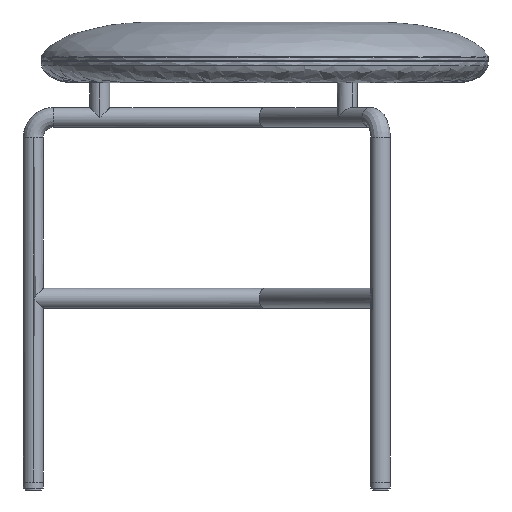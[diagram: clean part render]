
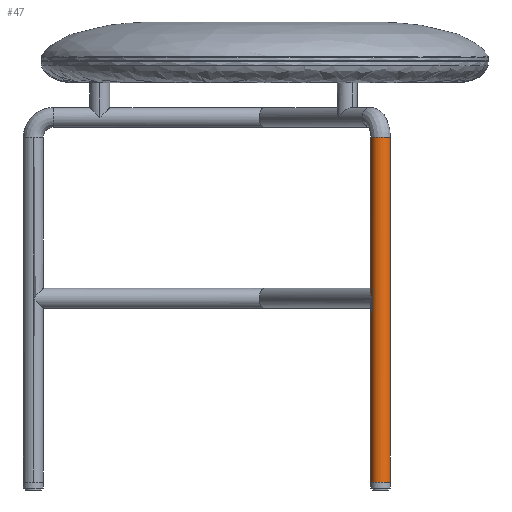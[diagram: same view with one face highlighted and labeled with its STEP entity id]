
A CAD part, left-side view. The second image highlights one B-rep face of the part: STEP entity #47.
In plain terms, the highlighted cylindrical face has radius 10 mm (diameter 20 mm), a full revolution.
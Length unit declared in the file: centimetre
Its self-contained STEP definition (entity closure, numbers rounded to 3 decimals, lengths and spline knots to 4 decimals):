
#47=ADVANCED_FACE('',(#89),#690,.T.);
#89=FACE_OUTER_BOUND('',#131,.T.);
#131=EDGE_LOOP('',(#250,#251,#252,#253,#254,#255,#256,#257));
#250=ORIENTED_EDGE('',*,*,#460,.T.);
#251=ORIENTED_EDGE('',*,*,#428,.T.);
#252=ORIENTED_EDGE('',*,*,#429,.T.);
#253=ORIENTED_EDGE('',*,*,#428,.F.);
#254=ORIENTED_EDGE('',*,*,#430,.T.);
#255=ORIENTED_EDGE('',*,*,#431,.T.);
#256=ORIENTED_EDGE('',*,*,#430,.F.);
#257=ORIENTED_EDGE('',*,*,#461,.T.);
#428=EDGE_CURVE('',#627,#628,#566,.T.);
#429=EDGE_CURVE('',#628,#628,#501,.T.);
#430=EDGE_CURVE('',#627,#629,#567,.T.);
#431=EDGE_CURVE('',#629,#629,#502,.T.);
#460=EDGE_CURVE('',#626,#627,#578,.T.);
#461=EDGE_CURVE('',#627,#626,#579,.T.);
#501=(
BOUNDED_CURVE()
B_SPLINE_CURVE(2,(#5947,#5948,#5949,#5950,#5951,#5952,#5953,#5954,#5955),
 .UNSPECIFIED.,.T.,.F.)
B_SPLINE_CURVE_WITH_KNOTS((3,2,2,2,3),(-62.8319,-47.1239,
-31.4159,-15.708,0.),.UNSPECIFIED.)
CURVE()
GEOMETRIC_REPRESENTATION_ITEM()
RATIONAL_B_SPLINE_CURVE((1.,0.707,1.,0.707,1.,0.707,
1.,0.707,1.))
REPRESENTATION_ITEM('')
);
#502=(
BOUNDED_CURVE()
B_SPLINE_CURVE(2,(#5960,#5961,#5962,#5963,#5964,#5965,#5966,#5967,#5968),
 .UNSPECIFIED.,.T.,.F.)
B_SPLINE_CURVE_WITH_KNOTS((3,2,2,2,3),(0.,15.708,31.4159,
47.1239,62.8319),.UNSPECIFIED.)
CURVE()
GEOMETRIC_REPRESENTATION_ITEM()
RATIONAL_B_SPLINE_CURVE((1.,0.707,1.,0.707,1.,0.707,
1.,0.707,1.))
REPRESENTATION_ITEM('')
);
#566=B_SPLINE_CURVE_WITH_KNOTS('',3,(#5943,#5944,#5945,#5946),
 .UNSPECIFIED.,.F.,.F.,(4,4),(-193.0569,-8.),
 .UNSPECIFIED.);
#567=B_SPLINE_CURVE_WITH_KNOTS('',3,(#5956,#5957,#5958,#5959),
 .UNSPECIFIED.,.F.,.F.,(4,4),(193.0569,355.0569),
 .UNSPECIFIED.);
#578=B_SPLINE_CURVE_WITH_KNOTS('',3,(#6214,#6215,#6216,#6217,#6218,#6219,
#6220,#6221,#6222,#6223,#6224,#6225,#6226,#6227,#6228,#6229,#6230,#6231,
#6232,#6233,#6234,#6235,#6236,#6237,#6238,#6239),.UNSPECIFIED.,.F.,.F.,
(4,2,2,2,2,2,2,2,2,2,2,2,4),(-38.4205,-36.0635,-33.7068,
-29.0058,-26.5821,-24.1564,-19.2102,
-14.264,-11.8384,-9.4147,-4.7137,-2.3569,
0.),.UNSPECIFIED.);
#579=B_SPLINE_CURVE_WITH_KNOTS('',3,(#6240,#6241,#6242,#6243,#6244,#6245,
#6246,#6247,#6248,#6249,#6250,#6251,#6252,#6253,#6254,#6255,#6256,#6257,
#6258,#6259,#6260,#6261,#6262,#6263,#6264,#6265),.UNSPECIFIED.,.F.,.F.,
(4,2,2,2,2,2,2,2,2,2,2,2,4),(-38.4205,-36.0635,-33.7068,
-29.0058,-26.5821,-24.1564,-19.2102,
-14.264,-11.8384,-9.4147,-4.7137,
-2.3569,0.),.UNSPECIFIED.);
#626=VERTEX_POINT('',#5502);
#627=VERTEX_POINT('',#5503);
#628=VERTEX_POINT('',#5504);
#629=VERTEX_POINT('',#5505);
#690=CYLINDRICAL_SURFACE('',#755,1.);
#755=AXIS2_PLACEMENT_3D('',#827,#791,$);
#791=DIRECTION('',(0.,0.,-1.));
#827=CARTESIAN_POINT('',(1.,0.,17.5528));
#5502=CARTESIAN_POINT('',(0.5,0.866,19.1057));
#5503=CARTESIAN_POINT('',(1.5,-0.866,19.1057));
#5504=CARTESIAN_POINT('',(1.5,-0.866,0.6));
#5505=CARTESIAN_POINT('',(1.5,-0.866,35.3057));
#5943=CARTESIAN_POINT('',(1.5,-0.866,19.1057));
#5944=CARTESIAN_POINT('',(1.5,-0.866,12.9371));
#5945=CARTESIAN_POINT('',(1.5,-0.866,6.7686));
#5946=CARTESIAN_POINT('',(1.5,-0.866,0.6));
#5947=CARTESIAN_POINT('',(1.5,-0.866,0.6));
#5948=CARTESIAN_POINT('',(2.366,-0.366,0.6));
#5949=CARTESIAN_POINT('',(1.866,0.5,0.6));
#5950=CARTESIAN_POINT('',(1.366,1.366,0.6));
#5951=CARTESIAN_POINT('',(0.5,0.866,0.6));
#5952=CARTESIAN_POINT('',(-0.366,0.366,0.6));
#5953=CARTESIAN_POINT('',(0.134,-0.5,0.6));
#5954=CARTESIAN_POINT('',(0.634,-1.366,0.6));
#5955=CARTESIAN_POINT('',(1.5,-0.866,0.6));
#5956=CARTESIAN_POINT('',(1.5,-0.866,19.1057));
#5957=CARTESIAN_POINT('',(1.5,-0.866,24.5057));
#5958=CARTESIAN_POINT('',(1.5,-0.866,29.9057));
#5959=CARTESIAN_POINT('',(1.5,-0.866,35.3057));
#5960=CARTESIAN_POINT('',(1.5,-0.866,35.3057));
#5961=CARTESIAN_POINT('',(0.634,-1.366,35.3057));
#5962=CARTESIAN_POINT('',(0.134,-0.5,35.3057));
#5963=CARTESIAN_POINT('',(-0.366,0.366,35.3057));
#5964=CARTESIAN_POINT('',(0.5,0.866,35.3057));
#5965=CARTESIAN_POINT('',(1.366,1.366,35.3057));
#5966=CARTESIAN_POINT('',(1.866,0.5,35.3057));
#5967=CARTESIAN_POINT('',(2.366,-0.366,35.3057));
#5968=CARTESIAN_POINT('',(1.5,-0.866,35.3057));
#6214=CARTESIAN_POINT('',(0.5,0.866,19.1057));
#6215=CARTESIAN_POINT('',(0.5478,0.8936,19.0505));
#6216=CARTESIAN_POINT('',(0.598,0.9173,18.9951));
#6217=CARTESIAN_POINT('',(0.7022,0.9563,18.8854));
#6218=CARTESIAN_POINT('',(0.7564,0.9715,18.8309));
#6219=CARTESIAN_POINT('',(0.9235,1.0035,18.6702));
#6220=CARTESIAN_POINT('',(1.0429,1.0067,18.5652));
#6221=CARTESIAN_POINT('',(1.2276,0.9758,18.4206));
#6222=CARTESIAN_POINT('',(1.2916,0.959,18.3737));
#6223=CARTESIAN_POINT('',(1.4189,0.9106,18.2876));
#6224=CARTESIAN_POINT('',(1.4825,0.879,18.2484));
#6225=CARTESIAN_POINT('',(1.6697,0.7575,18.1469));
#6226=CARTESIAN_POINT('',(1.783,0.6439,18.1057));
#6227=CARTESIAN_POINT('',(1.9491,0.3561,18.1057));
#6228=CARTESIAN_POINT('',(1.9909,0.2012,18.1469));
#6229=CARTESIAN_POINT('',(2.0025,-0.0216,18.2484));
#6230=CARTESIAN_POINT('',(1.998,-0.0925,18.2876));
#6231=CARTESIAN_POINT('',(1.9763,-0.227,18.3737));
#6232=CARTESIAN_POINT('',(1.9589,-0.2908,18.4206));
#6233=CARTESIAN_POINT('',(1.8933,-0.4662,18.5652));
#6234=CARTESIAN_POINT('',(1.8308,-0.568,18.6702));
#6235=CARTESIAN_POINT('',(1.7196,-0.6967,18.8309));
#6236=CARTESIAN_POINT('',(1.6793,-0.736,18.8854));
#6237=CARTESIAN_POINT('',(1.5935,-0.8068,18.9951));
#6238=CARTESIAN_POINT('',(1.5478,-0.8384,19.0505));
#6239=CARTESIAN_POINT('',(1.5,-0.866,19.1057));
#6240=CARTESIAN_POINT('',(1.5,-0.866,19.1057));
#6241=CARTESIAN_POINT('',(1.5478,-0.8384,19.1609));
#6242=CARTESIAN_POINT('',(1.5935,-0.8068,19.2163));
#6243=CARTESIAN_POINT('',(1.6793,-0.736,19.3259));
#6244=CARTESIAN_POINT('',(1.7196,-0.6967,19.3805));
#6245=CARTESIAN_POINT('',(1.8308,-0.568,19.5411));
#6246=CARTESIAN_POINT('',(1.8933,-0.4662,19.6462));
#6247=CARTESIAN_POINT('',(1.9589,-0.2908,19.7907));
#6248=CARTESIAN_POINT('',(1.9763,-0.227,19.8377));
#6249=CARTESIAN_POINT('',(1.998,-0.0925,19.9237));
#6250=CARTESIAN_POINT('',(2.0025,-0.0216,19.963));
#6251=CARTESIAN_POINT('',(1.9909,0.2012,20.0645));
#6252=CARTESIAN_POINT('',(1.9491,0.3561,20.1057));
#6253=CARTESIAN_POINT('',(1.783,0.6439,20.1057));
#6254=CARTESIAN_POINT('',(1.6697,0.7575,20.0645));
#6255=CARTESIAN_POINT('',(1.4825,0.879,19.963));
#6256=CARTESIAN_POINT('',(1.4189,0.9106,19.9237));
#6257=CARTESIAN_POINT('',(1.2916,0.959,19.8377));
#6258=CARTESIAN_POINT('',(1.2276,0.9758,19.7907));
#6259=CARTESIAN_POINT('',(1.0429,1.0067,19.6462));
#6260=CARTESIAN_POINT('',(0.9235,1.0035,19.5411));
#6261=CARTESIAN_POINT('',(0.7564,0.9715,19.3805));
#6262=CARTESIAN_POINT('',(0.7022,0.9563,19.3259));
#6263=CARTESIAN_POINT('',(0.598,0.9173,19.2163));
#6264=CARTESIAN_POINT('',(0.5478,0.8936,19.1609));
#6265=CARTESIAN_POINT('',(0.5,0.866,19.1057));
